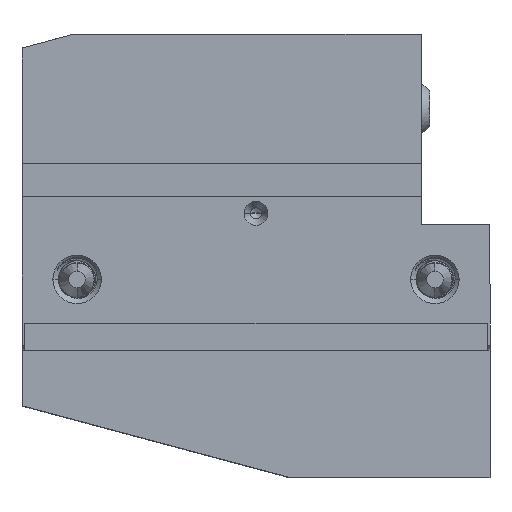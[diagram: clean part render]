
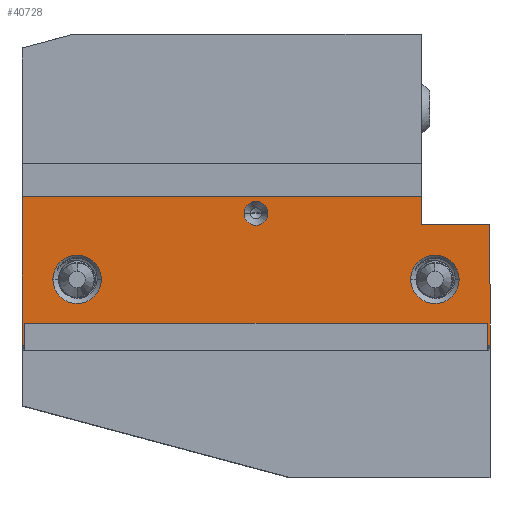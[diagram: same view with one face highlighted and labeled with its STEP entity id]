
A CAD part, top view. The second image highlights one B-rep face of the part: STEP entity #40728.
In plain terms, the highlighted planar face has unit normal (0, 0, 1).
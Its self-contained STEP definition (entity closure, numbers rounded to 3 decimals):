
#467 = AXIS2_PLACEMENT_3D ( 'NONE', #3373, #3392, #3395 ) ;
#470 = AXIS2_PLACEMENT_3D ( 'NONE', #3406, #3410, #3419 ) ;
#481 = AXIS2_PLACEMENT_3D ( 'NONE', #3305, #3279, #3312 ) ;
#2470 = CARTESIAN_POINT ( 'NONE',  ( 42.501, 9., 22. ) ) ;
#2482 = DIRECTION ( 'NONE',  ( -1., 0., 0. ) ) ;
#3104 = CARTESIAN_POINT ( 'NONE',  ( 42.501, -2., 22. ) ) ;
#3126 = DIRECTION ( 'NONE',  ( 1., 0., 0. ) ) ;
#3192 = CARTESIAN_POINT ( 'NONE',  ( 30., 9., 22. ) ) ;
#3204 = DIRECTION ( 'NONE',  ( 0., -1., 0. ) ) ;
#3279 = DIRECTION ( 'NONE',  ( 0., 0., 1. ) ) ;
#3305 = CARTESIAN_POINT ( 'NONE',  ( 0., 0., 22. ) ) ;
#3312 = DIRECTION ( 'NONE',  ( 1., 0., 0. ) ) ;
#3373 = CARTESIAN_POINT ( 'NONE',  ( -32.5, -12., 22. ) ) ;
#3374 = CARTESIAN_POINT ( 'NONE',  ( 42.501, -23.939, 22. ) ) ;
#3383 = CARTESIAN_POINT ( 'NONE',  ( 42.5, 9., 22. ) ) ;
#3385 = DIRECTION ( 'NONE',  ( 1., 0., 0. ) ) ;
#3386 = DIRECTION ( 'NONE',  ( 0., 1., 0. ) ) ;
#3390 = CARTESIAN_POINT ( 'NONE',  ( -42.5, 9., 22. ) ) ;
#3391 = DIRECTION ( 'NONE',  ( 0., -1., 0. ) ) ;
#3392 = DIRECTION ( 'NONE',  ( 0., 0., -1. ) ) ;
#3395 = DIRECTION ( 'NONE',  ( 0., 1., 0. ) ) ;
#3406 = CARTESIAN_POINT ( 'NONE',  ( 32.5, -12., 22. ) ) ;
#3410 = DIRECTION ( 'NONE',  ( 0., 0., -1. ) ) ;
#3419 = DIRECTION ( 'NONE',  ( 0., 1., 0. ) ) ;
#5871 = CARTESIAN_POINT ( 'NONE',  ( 36.9, -12., 22. ) ) ;
#5909 = CARTESIAN_POINT ( 'NONE',  ( 28.1, -12., 22. ) ) ;
#6097 = CARTESIAN_POINT ( 'NONE',  ( 30., -2., 22. ) ) ;
#6147 = CARTESIAN_POINT ( 'NONE',  ( 30., 9., 22. ) ) ;
#6181 = CARTESIAN_POINT ( 'NONE',  ( -42.5, 9., 22. ) ) ;
#6211 = CARTESIAN_POINT ( 'NONE',  ( -42.5, -23.939, 22. ) ) ;
#6269 = CARTESIAN_POINT ( 'NONE',  ( 42.5, -2., 22. ) ) ;
#6279 = CARTESIAN_POINT ( 'NONE',  ( 42.5, -23.939, 22. ) ) ;
#7149 = CARTESIAN_POINT ( 'NONE',  ( -2.165, 0., 22. ) ) ;
#7365 = CARTESIAN_POINT ( 'NONE',  ( 2.165, 0., 22. ) ) ;
#9248 = VERTEX_POINT ( 'NONE', #59814 ) ;
#9276 = VERTEX_POINT ( 'NONE', #59783 ) ;
#21393 = AXIS2_PLACEMENT_3D ( 'NONE', #55493, #55529, #55558 ) ;
#21403 = AXIS2_PLACEMENT_3D ( 'NONE', #70585, #70577, #70590 ) ;
#21427 = AXIS2_PLACEMENT_3D ( 'NONE', #72242, #72244, #72245 ) ;
#22082 = EDGE_LOOP ( 'NONE', ( #47103, #47054 ) ) ;
#22084 = EDGE_LOOP ( 'NONE', ( #47077, #47122 ) ) ;
#22203 = EDGE_LOOP ( 'NONE', ( #47135, #47073 ) ) ;
#22211 = EDGE_LOOP ( 'NONE', ( #47082, #47100, #47127, #47101, #47117, #47075 ) ) ;
#40728 = ADVANCED_FACE ( 'NONE', ( #47265, #47349, #47375, #47340 ), #81362, .F. ) ;
#47054 = ORIENTED_EDGE ( 'NONE', *, *, #48582, .F. ) ;
#47073 = ORIENTED_EDGE ( 'NONE', *, *, #57956, .T. ) ;
#47075 = ORIENTED_EDGE ( 'NONE', *, *, #57814, .T. ) ;
#47077 = ORIENTED_EDGE ( 'NONE', *, *, #48357, .T. ) ;
#47082 = ORIENTED_EDGE ( 'NONE', *, *, #57951, .T. ) ;
#47100 = ORIENTED_EDGE ( 'NONE', *, *, #57958, .T. ) ;
#47101 = ORIENTED_EDGE ( 'NONE', *, *, #57888, .F. ) ;
#47103 = ORIENTED_EDGE ( 'NONE', *, *, #57922, .F. ) ;
#47117 = ORIENTED_EDGE ( 'NONE', *, *, #57901, .F. ) ;
#47122 = ORIENTED_EDGE ( 'NONE', *, *, #57967, .T. ) ;
#47127 = ORIENTED_EDGE ( 'NONE', *, *, #57966, .T. ) ;
#47135 = ORIENTED_EDGE ( 'NONE', *, *, #48475, .T. ) ;
#47265 = FACE_BOUND ( 'NONE', #22082, .T. ) ;
#47340 = FACE_BOUND ( 'NONE', #22203, .T. ) ;
#47349 = FACE_OUTER_BOUND ( 'NONE', #22211, .T. ) ;
#47375 = FACE_BOUND ( 'NONE', #22084, .T. ) ;
#48046 = AXIS2_PLACEMENT_3D ( 'NONE', #81404, #81421, #81457 ) ;
#48357 = EDGE_CURVE ( 'NONE', #58114, #58130, #66603, .T. ) ;
#48475 = EDGE_CURVE ( 'NONE', #9248, #9276, #66797, .T. ) ;
#48582 = EDGE_CURVE ( 'NONE', #59058, #59172, #67135, .T. ) ;
#55493 = CARTESIAN_POINT ( 'NONE',  ( 32.5, -12., 22. ) ) ;
#55529 = DIRECTION ( 'NONE',  ( 0., 0., -1. ) ) ;
#55558 = DIRECTION ( 'NONE',  ( 0., 1., 0. ) ) ;
#57814 = EDGE_CURVE ( 'NONE', #58338, #58328, #75968, .T. ) ;
#57888 = EDGE_CURVE ( 'NONE', #58329, #58407, #76080, .T. ) ;
#57901 = EDGE_CURVE ( 'NONE', #58338, #58329, #76061, .T. ) ;
#57922 = EDGE_CURVE ( 'NONE', #59172, #59058, #76115, .T. ) ;
#57951 = EDGE_CURVE ( 'NONE', #58328, #58428, #76203, .T. ) ;
#57956 = EDGE_CURVE ( 'NONE', #9276, #9248, #76197, .T. ) ;
#57958 = EDGE_CURVE ( 'NONE', #58428, #58434, #76227, .T. ) ;
#57966 = EDGE_CURVE ( 'NONE', #58434, #58407, #76223, .T. ) ;
#57967 = EDGE_CURVE ( 'NONE', #58130, #58114, #76133, .T. ) ;
#58114 = VERTEX_POINT ( 'NONE', #5871 ) ;
#58130 = VERTEX_POINT ( 'NONE', #5909 ) ;
#58328 = VERTEX_POINT ( 'NONE', #6181 ) ;
#58329 = VERTEX_POINT ( 'NONE', #6097 ) ;
#58338 = VERTEX_POINT ( 'NONE', #6147 ) ;
#58407 = VERTEX_POINT ( 'NONE', #6269 ) ;
#58428 = VERTEX_POINT ( 'NONE', #6211 ) ;
#58434 = VERTEX_POINT ( 'NONE', #6279 ) ;
#59058 = VERTEX_POINT ( 'NONE', #7149 ) ;
#59172 = VERTEX_POINT ( 'NONE', #7365 ) ;
#59783 = CARTESIAN_POINT ( 'NONE',  ( -36.9, -12., 22. ) ) ;
#59814 = CARTESIAN_POINT ( 'NONE',  ( -28.1, -12., 22. ) ) ;
#66603 = CIRCLE ( 'NONE', #21393, 4.4 ) ;
#66797 = CIRCLE ( 'NONE', #21403, 4.4 ) ;
#67135 = CIRCLE ( 'NONE', #21427, 2.165 ) ;
#70577 = DIRECTION ( 'NONE',  ( 0., 0., -1. ) ) ;
#70585 = CARTESIAN_POINT ( 'NONE',  ( -32.5, -12., 22. ) ) ;
#70590 = DIRECTION ( 'NONE',  ( 0., 1., 0. ) ) ;
#72242 = CARTESIAN_POINT ( 'NONE',  ( 0., 0., 22. ) ) ;
#72244 = DIRECTION ( 'NONE',  ( 0., 0., 1. ) ) ;
#72245 = DIRECTION ( 'NONE',  ( 1., 0., 0. ) ) ;
#75888 = VECTOR ( 'NONE', #2482, 1000. ) ;
#75968 = LINE ( 'NONE', #2470, #75888 ) ;
#76017 = VECTOR ( 'NONE', #3204, 1000. ) ;
#76034 = VECTOR ( 'NONE', #3126, 1000. ) ;
#76061 = LINE ( 'NONE', #3192, #76017 ) ;
#76080 = LINE ( 'NONE', #3104, #76034 ) ;
#76115 = CIRCLE ( 'NONE', #481, 2.165 ) ;
#76133 = CIRCLE ( 'NONE', #470, 4.4 ) ;
#76157 = VECTOR ( 'NONE', #3385, 1000. ) ;
#76171 = VECTOR ( 'NONE', #3386, 1000. ) ;
#76187 = VECTOR ( 'NONE', #3391, 1000. ) ;
#76197 = CIRCLE ( 'NONE', #467, 4.4 ) ;
#76203 = LINE ( 'NONE', #3390, #76187 ) ;
#76223 = LINE ( 'NONE', #3383, #76171 ) ;
#76227 = LINE ( 'NONE', #3374, #76157 ) ;
#81362 = PLANE ( 'NONE',  #48046 ) ;
#81404 = CARTESIAN_POINT ( 'NONE',  ( 42.501, 9., 22. ) ) ;
#81421 = DIRECTION ( 'NONE',  ( 0., 0., -1. ) ) ;
#81457 = DIRECTION ( 'NONE',  ( 0., 1., 0. ) ) ;
